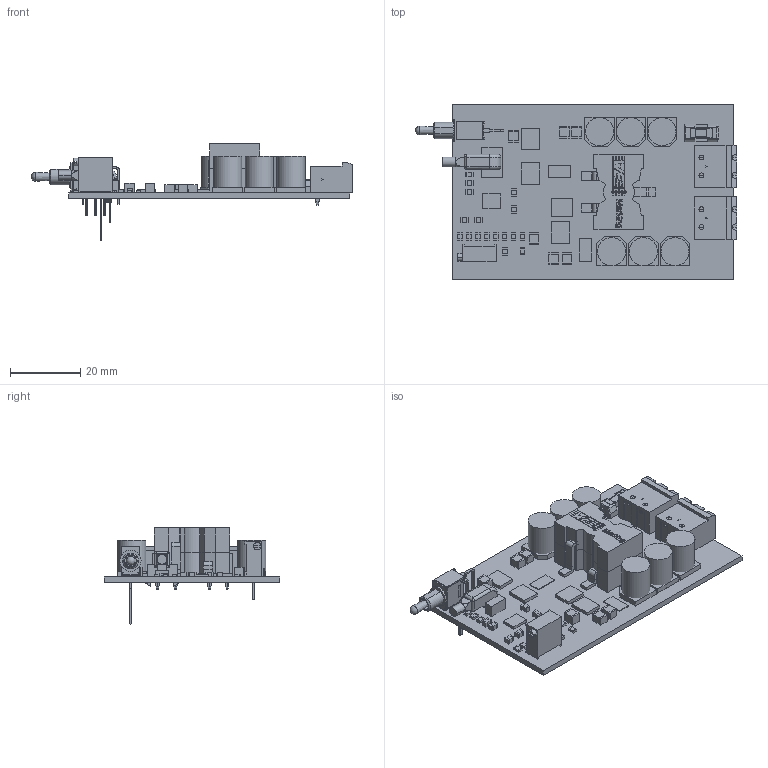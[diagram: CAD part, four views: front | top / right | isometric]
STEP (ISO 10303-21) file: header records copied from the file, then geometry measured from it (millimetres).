
FILE_DESCRIPTION(('Open CASCADE Model'),'2;1');
FILE_NAME('Open CASCADE Shape Model','2021-12-10T03:24:24',('Author'),( 'Open CASCADE'),'Open CASCADE STEP processor 6.8','Open CASCADE 6.8' ,'Unknown');
FILE_SCHEMA(('AUTOMOTIVE_DESIGN { 1 0 10303 214 1 1 1 1 }'));
Length unit declared in the file: millimetre
Products named in the file (119): PCB; Board; Open CASCADE STEP translator 6.8 1.1.1; R11; 2139964205872; Extruded; 2139964205712; D1; 2139964207392; 2139964207232; C4; 2139964208272; 2139877988704; Cylinder; C17; 2139964207072; 2139964206912; C10; 2139964206512; 2139964206272; C9; C6; C5; C3; 2139964208592; 2139877985744; U1; 2139964201792; R14; 2139964205472; 2139964205232; R13; R6; 2139964206672; R8; R5; R3; R4; R2; R1 ...
Assembly tree (190 placements, depth 6):
  PCB
    Board
      Open CASCADE STEP translator 6.8 1.1.1
    R11
      2139964205872
        Extruded
      2139964205712  x2
        Extruded
    D1
      2139964207392
        Extruded
      2139964207232
        Extruded
    C4
      2139964208272
        Extruded
      2139877988704
        Cylinder
    C17
      2139964207072
        Extruded
      2139964206912  x2
        Extruded
    C10
      2139964206512  x2
        Extruded
      2139964206272
        Extruded
    C9
      2139964206512  x2
        Extruded
      2139964206272
        Extruded
    C6
      2139964208272
        Extruded
      2139877988704
        Cylinder
    C5
      2139964208272
        Extruded
      2139877988704
        Cylinder
    C3
      2139964208592
        Extruded
      2139877985744
        Cylinder
    U1
      2139964201792
        Extruded
    R14
      2139964205472  x2
        Extruded
      2139964205232
        Extruded
    R13
      2139964205472  x2
        Extruded
      2139964205232
Bounding box: 91.42 x 50 x 27.41 mm (x, y, z)
Volume: 16699.3 mm3; surface area: 20050.8 mm2
Topology: 110 solids, 197 shells, 1701 faces, 4179 edges, 2847 vertices
Faces by surface type: plane 1416, cylinder 205, extrusion 31, sphere 22, cone 15, bspline 8, torus 4
Full cylindrical faces by diameter (mm): 0.65 x4, 3.25 x1, 6 x1, 8 x6
Entity records: 41776 total; most frequent: CARTESIAN_POINT 8848, DIRECTION 5441, ORIENTED_EDGE 5226, EDGE_CURVE 2833, VECTOR 2131, LINE 2100, VERTEX_POINT 1985, AXIS2_PLACEMENT_3D 1655
